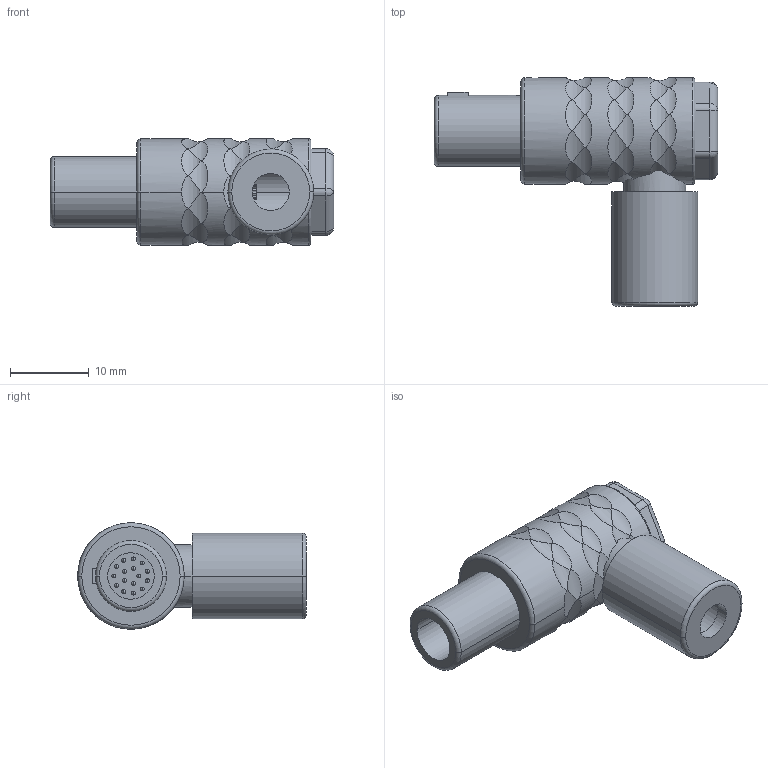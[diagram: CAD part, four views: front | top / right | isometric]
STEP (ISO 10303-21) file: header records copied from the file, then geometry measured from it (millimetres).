
FILE_DESCRIPTION((''),'2;1');
FILE_NAME('W11L0C-P16M','2013-01-18T',('RTrager'),(''),'PRO/ENGINEER BY PARAMETRIC TECHNOLOGY CORPORATION, 2010330','PRO/ENGINEER BY PARAMETRIC TECHNOLOGY CORPORATION, 2010330','');
FILE_SCHEMA(('CONFIG_CONTROL_DESIGN'));
Length unit declared in the file: millimetre
Products named in the file (1): W11L0C-P16M
Bounding box: 36 x 29 x 13.5 mm (x, y, z)
Volume: 4386.8 mm3; surface area: 3329.2 mm2
Topology: 1 solids, 1 shells, 357 faces, 931 edges, 583 vertices
Faces by surface type: cylinder 224, plane 62, sphere 38, torus 24, bspline 9
Entity records: 12990 total; most frequent: CARTESIAN_POINT 4606, ORIENTED_EDGE 1798, DIRECTION 1683, EDGE_CURVE 899, AXIS2_PLACEMENT_3D 713, VERTEX_POINT 583, EDGE_LOOP 396, CIRCLE 365
